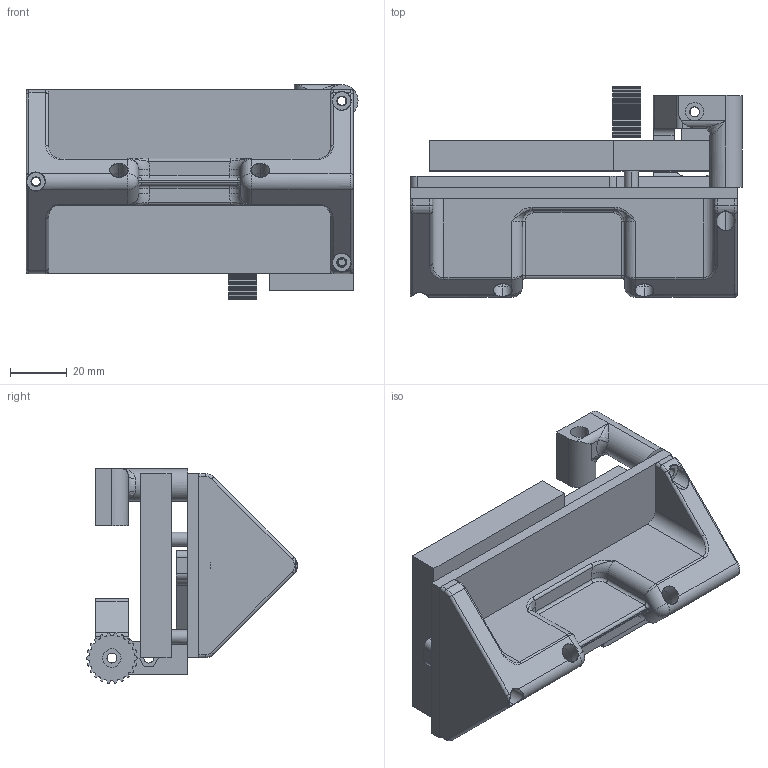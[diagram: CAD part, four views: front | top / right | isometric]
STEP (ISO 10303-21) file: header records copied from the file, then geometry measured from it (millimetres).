
FILE_DESCRIPTION (( 'STEP AP214' ), '1' );
FILE_NAME ('hummingbird.step', '2019-12-23T04:46:22', ( '' ), ( '' ), '', '', '' );
FILE_SCHEMA (( 'AUTOMOTIVE_DESIGN' ));
Length unit declared in the file: millimetre
Products named in the file (7): wheel; chassis; elbow; slider; hummingbird; stand; lightcrafter
Assembly tree (6 placements, depth 2):
  hummingbird
    lightcrafter
    chassis
    slider
    wheel
    elbow
    stand
Bounding box: 117.23 x 74.54 x 75.76 mm (x, y, z)
Volume: 172933.3 mm3; surface area: 64650.9 mm2
Topology: 6 solids, 6 shells, 584 faces, 1571 edges, 992 vertices
Faces by surface type: cylinder 286, plane 207, bspline 61, torus 28, sphere 2
Entity records: 21305 total; most frequent: CARTESIAN_POINT 6425, ORIENTED_EDGE 3112, DIRECTION 3103, EDGE_CURVE 1556, AXIS2_PLACEMENT_3D 1154, VERTEX_POINT 990, VECTOR 795, LINE 795
